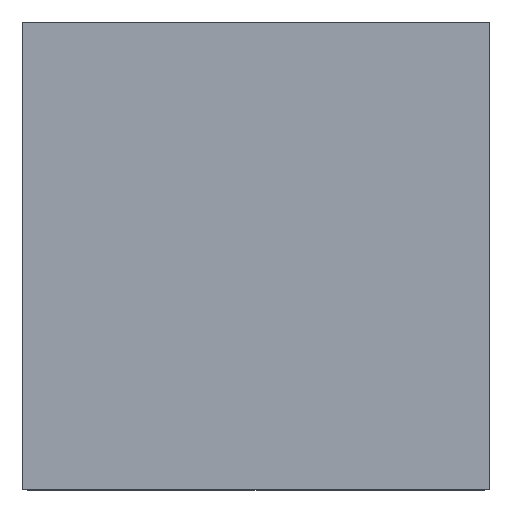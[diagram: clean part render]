
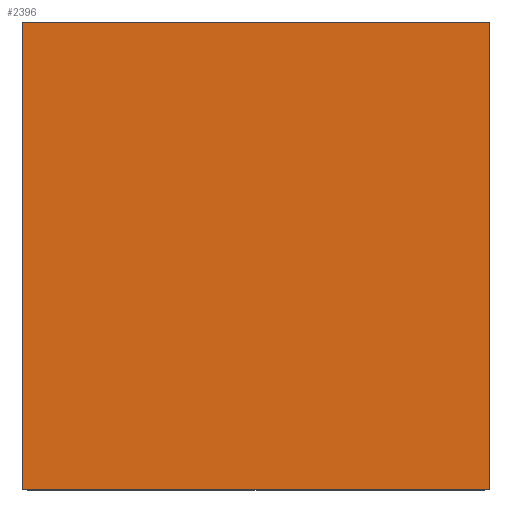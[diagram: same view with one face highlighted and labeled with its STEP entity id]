
A CAD part, top view. The second image highlights one B-rep face of the part: STEP entity #2396.
In plain terms, the highlighted face is planar.
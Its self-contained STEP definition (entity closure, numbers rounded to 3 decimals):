
#834=DIRECTION('',(0.,0.,1.));
#835=VECTOR('',#834,4.);
#836=CARTESIAN_POINT('',(-2.,0.75,-2.));
#837=LINE('',#836,#835);
#841=DIRECTION('',(-1.,0.,0.));
#842=VECTOR('',#841,4.);
#843=CARTESIAN_POINT('',(2.,0.75,-2.));
#844=LINE('',#843,#842);
#848=DIRECTION('',(0.,0.,-1.));
#849=VECTOR('',#848,4.);
#850=CARTESIAN_POINT('',(2.,0.75,2.));
#851=LINE('',#850,#849);
#855=DIRECTION('',(1.,0.,0.));
#856=VECTOR('',#855,4.);
#857=CARTESIAN_POINT('',(-2.,0.75,2.));
#858=LINE('',#857,#856);
#1562=CARTESIAN_POINT('',(-2.,0.75,-2.));
#1563=CARTESIAN_POINT('',(-2.,0.75,2.));
#1564=VERTEX_POINT('',#1562);
#1565=VERTEX_POINT('',#1563);
#1566=CARTESIAN_POINT('',(2.,0.75,2.));
#1567=VERTEX_POINT('',#1566);
#1568=CARTESIAN_POINT('',(2.,0.75,-2.));
#1569=VERTEX_POINT('',#1568);
#2384=CARTESIAN_POINT('',(0.,0.75,0.));
#2385=DIRECTION('',(0.,1.,0.));
#2386=DIRECTION('',(1.,0.,0.));
#2387=AXIS2_PLACEMENT_3D('',#2384,#2385,#2386);
#2388=PLANE('',#2387);
#2389=ORIENTED_EDGE('',*,*,#2350,.F.);
#2390=ORIENTED_EDGE('',*,*,#2206,.F.);
#2392=ORIENTED_EDGE('',*,*,#2391,.F.);
#2393=ORIENTED_EDGE('',*,*,#2079,.F.);
#2394=EDGE_LOOP('',(#2389,#2390,#2392,#2393));
#2395=FACE_OUTER_BOUND('',#2394,.F.);
#2079=EDGE_CURVE('',#1565,#1567,#858,.T.);
#2206=EDGE_CURVE('',#1569,#1564,#844,.T.);
#2350=EDGE_CURVE('',#1564,#1565,#837,.T.);
#2391=EDGE_CURVE('',#1567,#1569,#851,.T.);
#2396=ADVANCED_FACE('',(#2395),#2388,.T.);
